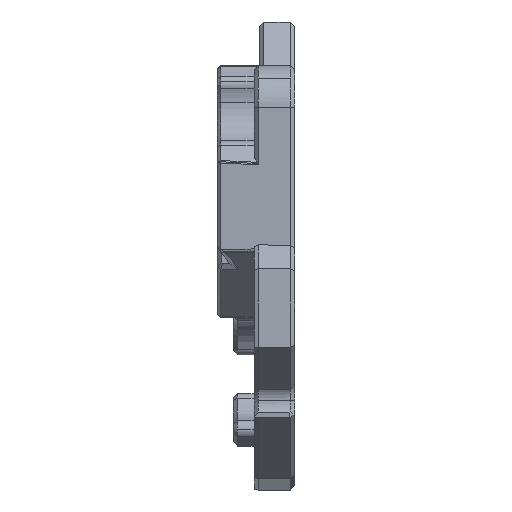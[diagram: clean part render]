
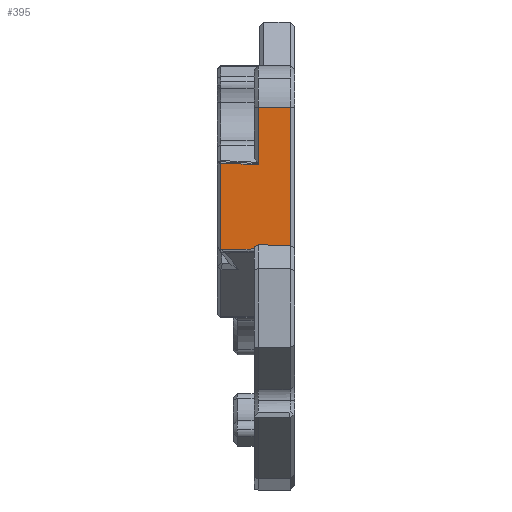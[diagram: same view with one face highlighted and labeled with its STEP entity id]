
A CAD part, front view. The second image highlights one B-rep face of the part: STEP entity #395.
In plain terms, the highlighted planar face has unit normal (-0.035, -0.999, -0.004).
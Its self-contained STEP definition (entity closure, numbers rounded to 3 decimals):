
#74 = CARTESIAN_POINT ( 'NONE',  ( 9.144, 67.14, -50.707 ) ) ;
#181 = CARTESIAN_POINT ( 'NONE',  ( 12.364, 66.895, -20.854 ) ) ;
#395 = ADVANCED_FACE ( 'NONE', ( #9634 ), #3090, .F. ) ;
#678 = LINE ( 'NONE', #3306, #7469 ) ;
#810 = EDGE_CURVE ( 'NONE', #8167, #7042, #7353, .T. ) ;
#831 = ORIENTED_EDGE ( 'NONE', *, *, #810, .F. ) ;
#874 = EDGE_CURVE ( 'NONE', #3038, #4158, #8238, .T. ) ;
#1115 = VECTOR ( 'NONE', #1728, 1000. ) ;
#1127 = CARTESIAN_POINT ( 'NONE',  ( 9.144, 67.177, -59.019 ) ) ;
#1162 = VERTEX_POINT ( 'NONE', #2361 ) ;
#1193 = ORIENTED_EDGE ( 'NONE', *, *, #2061, .F. ) ;
#1316 = CARTESIAN_POINT ( 'NONE',  ( 12.764, 67.049, -58.551 ) ) ;
#1728 = DIRECTION ( 'NONE',  ( 0., 0.004, -1. ) ) ;
#1733 = CARTESIAN_POINT ( 'NONE',  ( 18.76, 66.83, -55.883 ) ) ;
#1812 = EDGE_CURVE ( 'NONE', #3856, #8167, #10459, .T. ) ;
#1904 = VECTOR ( 'NONE', #9281, 1000. ) ;
#2061 = EDGE_CURVE ( 'NONE', #9594, #3363, #5680, .T. ) ;
#2304 = CARTESIAN_POINT ( 'NONE',  ( 9.144, 67.027, -25.364 ) ) ;
#2322 = DIRECTION ( 'NONE',  ( 0.998, -0.034, -0.048 ) ) ;
#2361 = CARTESIAN_POINT ( 'NONE',  ( 15.845, 66.943, -58.641 ) ) ;
#2377 = CARTESIAN_POINT ( 'NONE',  ( -2.341, 67.535, -50.157 ) ) ;
#2553 = EDGE_CURVE ( 'NONE', #3038, #1162, #7689, .T. ) ;
#2611 = CARTESIAN_POINT ( 'NONE',  ( 12.764, 66.991, -45.387 ) ) ;
#2807 = DIRECTION ( 'NONE',  ( -0.999, 0.035, -0.02 ) ) ;
#3007 = VECTOR ( 'NONE', #7868, 1000. ) ;
#3038 = VERTEX_POINT ( 'NONE', #1316 ) ;
#3090 = PLANE ( 'NONE',  #5015 ) ;
#3156 = VECTOR ( 'NONE', #7394, 1000. ) ;
#3193 = EDGE_LOOP ( 'NONE', ( #4344, #6885, #7448, #6649, #10384, #9748, #1193, #10053, #9362, #831 ) ) ;
#3220 = DIRECTION ( 'NONE',  ( 0.999, -0.035, 0. ) ) ;
#3246 = DIRECTION ( 'NONE',  ( 0.035, 0.999, 0.004 ) ) ;
#3306 = CARTESIAN_POINT ( 'NONE',  ( 5.051, 67.258, -45.387 ) ) ;
#3314 = EDGE_CURVE ( 'NONE', #3363, #1162, #8236, .T. ) ;
#3363 = VERTEX_POINT ( 'NONE', #6641 ) ;
#3610 = LINE ( 'NONE', #10234, #4892 ) ;
#3856 = VERTEX_POINT ( 'NONE', #1127 ) ;
#4139 = EDGE_CURVE ( 'NONE', #5009, #3856, #3610, .T. ) ;
#4158 = VERTEX_POINT ( 'NONE', #4728 ) ;
#4344 = ORIENTED_EDGE ( 'NONE', *, *, #1812, .F. ) ;
#4479 = CARTESIAN_POINT ( 'NONE',  ( 12.764, 66.881, -20.854 ) ) ;
#4728 = CARTESIAN_POINT ( 'NONE',  ( 12.364, 67.064, -58.729 ) ) ;
#4735 = EDGE_CURVE ( 'NONE', #4913, #9594, #678, .T. ) ;
#4792 = DIRECTION ( 'NONE',  ( 0.127, 0., -0.992 ) ) ;
#4892 = VECTOR ( 'NONE', #2807, 1000. ) ;
#4913 = VERTEX_POINT ( 'NONE', #2611 ) ;
#5009 = VERTEX_POINT ( 'NONE', #7707 ) ;
#5015 = AXIS2_PLACEMENT_3D ( 'NONE', #5751, #3246, #4792 ) ;
#5222 = CARTESIAN_POINT ( 'NONE',  ( 5.202, 67.31, -58.332 ) ) ;
#5680 = LINE ( 'NONE', #8035, #1115 ) ;
#5751 = CARTESIAN_POINT ( 'NONE',  ( -0.687, 67.255, -0.164 ) ) ;
#5880 = CARTESIAN_POINT ( 'NONE',  ( 15.845, 66.884, -45.387 ) ) ;
#5925 = LINE ( 'NONE', #181, #1904 ) ;
#6186 = DIRECTION ( 'NONE',  ( 0., -0.004, 1. ) ) ;
#6641 = CARTESIAN_POINT ( 'NONE',  ( 15.845, 66.943, -58.641 ) ) ;
#6649 = ORIENTED_EDGE ( 'NONE', *, *, #874, .F. ) ;
#6723 = EDGE_CURVE ( 'NONE', #4158, #5009, #5925, .T. ) ;
#6834 = CARTESIAN_POINT ( 'NONE',  ( 12.764, 67.015, -50.88 ) ) ;
#6885 = ORIENTED_EDGE ( 'NONE', *, *, #4139, .F. ) ;
#6934 = VECTOR ( 'NONE', #7442, 1000. ) ;
#7042 = VERTEX_POINT ( 'NONE', #6834 ) ;
#7263 = VECTOR ( 'NONE', #9327, 1000. ) ;
#7353 = LINE ( 'NONE', #2377, #9630 ) ;
#7394 = DIRECTION ( 'NONE',  ( -0.913, 0.033, -0.406 ) ) ;
#7442 = DIRECTION ( 'NONE',  ( -0.6, 0.017, 0.8 ) ) ;
#7448 = ORIENTED_EDGE ( 'NONE', *, *, #6723, .F. ) ;
#7469 = VECTOR ( 'NONE', #3220, 1000. ) ;
#7500 = CARTESIAN_POINT ( 'NONE',  ( -2.215, 67.461, -34.587 ) ) ;
#7689 = LINE ( 'NONE', #5222, #7263 ) ;
#7707 = CARTESIAN_POINT ( 'NONE',  ( 12.364, 67.065, -58.955 ) ) ;
#7868 = DIRECTION ( 'NONE',  ( 0., -0.004, 1. ) ) ;
#8035 = CARTESIAN_POINT ( 'NONE',  ( 15.845, 66.825, -32.22 ) ) ;
#8167 = VERTEX_POINT ( 'NONE', #74 ) ;
#8236 = LINE ( 'NONE', #7500, #6934 ) ;
#8238 = LINE ( 'NONE', #1733, #3156 ) ;
#9016 = VECTOR ( 'NONE', #6186, 1000. ) ;
#9281 = DIRECTION ( 'NONE',  ( 0., 0.004, -1. ) ) ;
#9327 = DIRECTION ( 'NONE',  ( 0.999, -0.034, -0.029 ) ) ;
#9336 = LINE ( 'NONE', #4479, #9016 ) ;
#9362 = ORIENTED_EDGE ( 'NONE', *, *, #10158, .F. ) ;
#9594 = VERTEX_POINT ( 'NONE', #5880 ) ;
#9630 = VECTOR ( 'NONE', #2322, 1000. ) ;
#9634 = FACE_OUTER_BOUND ( 'NONE', #3193, .T. ) ;
#9748 = ORIENTED_EDGE ( 'NONE', *, *, #3314, .F. ) ;
#10053 = ORIENTED_EDGE ( 'NONE', *, *, #4735, .F. ) ;
#10158 = EDGE_CURVE ( 'NONE', #7042, #4913, #9336, .T. ) ;
#10234 = CARTESIAN_POINT ( 'NONE',  ( 0.009, 67.494, -59.203 ) ) ;
#10384 = ORIENTED_EDGE ( 'NONE', *, *, #2553, .T. ) ;
#10459 = LINE ( 'NONE', #2304, #3007 ) ;
